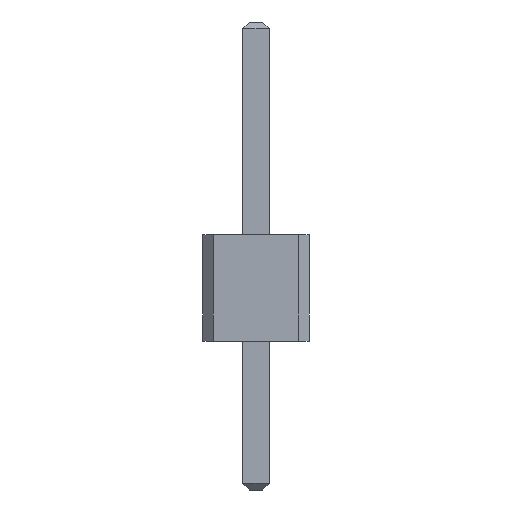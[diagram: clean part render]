
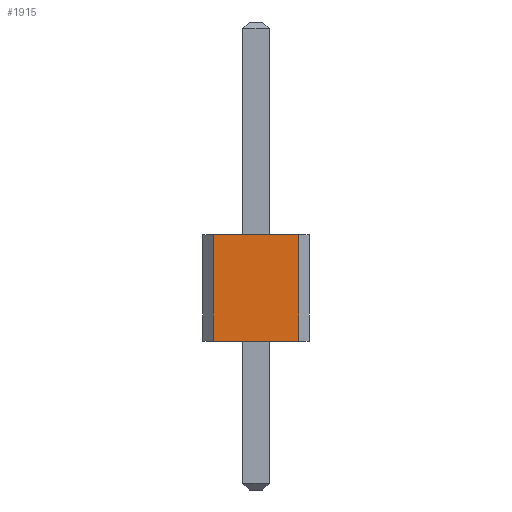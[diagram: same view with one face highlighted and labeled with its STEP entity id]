
A CAD part, front view. The second image highlights one B-rep face of the part: STEP entity #1915.
In plain terms, the highlighted planar face has unit normal (0, -1, 0).
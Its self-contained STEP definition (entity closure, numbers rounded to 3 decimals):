
#239 = VERTEX_POINT('',#240);
#240 = CARTESIAN_POINT('',(0.8,-13.,0.));
#246 = EDGE_CURVE('',#247,#239,#249,.T.);
#247 = VERTEX_POINT('',#248);
#248 = CARTESIAN_POINT('',(-0.8,-13.,0.));
#249 = LINE('',#250,#251);
#250 = CARTESIAN_POINT('',(-1.,-13.,0.));
#251 = VECTOR('',#252,1.);
#252 = DIRECTION('',(1.,0.,0.));
#853 = VERTEX_POINT('',#854);
#854 = CARTESIAN_POINT('',(-0.8,-13.,2.));
#860 = EDGE_CURVE('',#853,#861,#863,.T.);
#861 = VERTEX_POINT('',#862);
#862 = CARTESIAN_POINT('',(0.8,-13.,2.));
#863 = LINE('',#864,#865);
#864 = CARTESIAN_POINT('',(-1.,-13.,2.));
#865 = VECTOR('',#866,1.);
#866 = DIRECTION('',(1.,0.,0.));
#1905 = EDGE_CURVE('',#247,#853,#1906,.T.);
#1906 = LINE('',#1907,#1908);
#1907 = CARTESIAN_POINT('',(-0.8,-13.,0.));
#1908 = VECTOR('',#1909,1.);
#1909 = DIRECTION('',(0.,0.,1.));
#1915 = ADVANCED_FACE('',(#1916),#1927,.F.);
#1916 = FACE_BOUND('',#1917,.F.);
#1917 = EDGE_LOOP('',(#1918,#1919,#1920,#1921));
#1918 = ORIENTED_EDGE('',*,*,#246,.F.);
#1919 = ORIENTED_EDGE('',*,*,#1905,.T.);
#1920 = ORIENTED_EDGE('',*,*,#860,.T.);
#1921 = ORIENTED_EDGE('',*,*,#1922,.F.);
#1922 = EDGE_CURVE('',#239,#861,#1923,.T.);
#1923 = LINE('',#1924,#1925);
#1924 = CARTESIAN_POINT('',(0.8,-13.,0.));
#1925 = VECTOR('',#1926,1.);
#1926 = DIRECTION('',(0.,0.,1.));
#1927 = PLANE('',#1928);
#1928 = AXIS2_PLACEMENT_3D('',#1929,#1930,#1931);
#1929 = CARTESIAN_POINT('',(-1.,-13.,0.));
#1930 = DIRECTION('',(0.,1.,0.));
#1931 = DIRECTION('',(1.,0.,0.));
